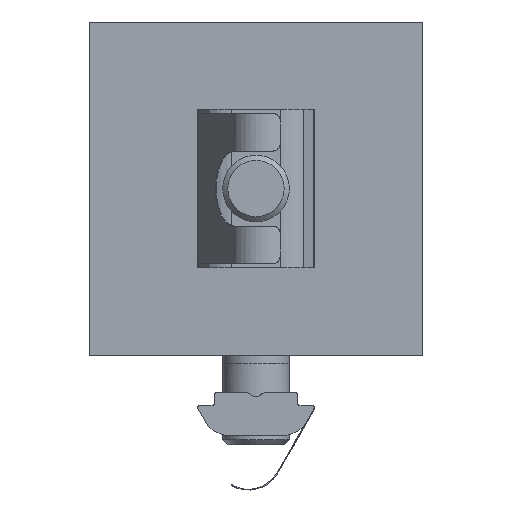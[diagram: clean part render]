
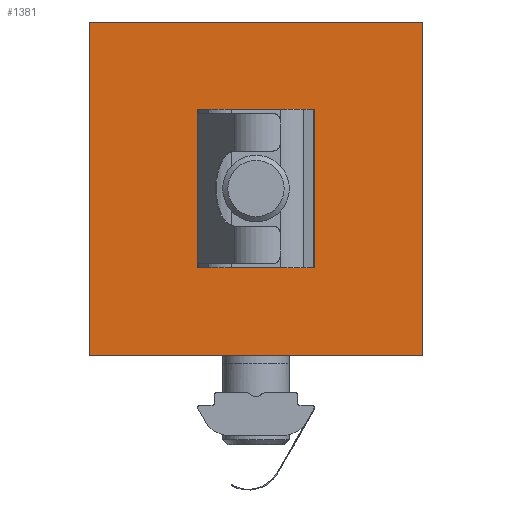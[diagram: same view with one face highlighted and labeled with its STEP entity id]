
A CAD part, front view. The second image highlights one B-rep face of the part: STEP entity #1381.
In plain terms, the highlighted face is planar.
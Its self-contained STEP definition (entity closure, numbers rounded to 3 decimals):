
#1381=ADVANCED_FACE('',(#1483,#1484),#1485,.T.);
#1483=FACE_BOUND('',#1650,.T.);
#1484=FACE_OUTER_BOUND('',#1651,.T.);
#1485=PLANE('',#1652);
#1650=EDGE_LOOP('',(#1816));
#1651=EDGE_LOOP('',(#1817,#1818,#1819,#1820));
#1652=AXIS2_PLACEMENT_3D('',#1821,#1822,#1823);
#1816=ORIENTED_EDGE('',*,*,#2409,.F.);
#1817=ORIENTED_EDGE('',*,*,#2410,.F.);
#1818=ORIENTED_EDGE('',*,*,#2411,.F.);
#1819=ORIENTED_EDGE('',*,*,#2412,.T.);
#1820=ORIENTED_EDGE('',*,*,#2413,.T.);
#1821=CARTESIAN_POINT('',(0.0,20.0,-20.0));
#1822=DIRECTION('',(-1.0,0.,0.0));
#1823=DIRECTION('',(0.,-1.0,0.0));
#2409=EDGE_CURVE('',#2595,#2595,#2596,.T.);
#2410=EDGE_CURVE('',#2597,#2598,#2599,.T.);
#2411=EDGE_CURVE('',#2600,#2597,#2601,.T.);
#2412=EDGE_CURVE('',#2600,#2602,#2603,.T.);
#2413=EDGE_CURVE('',#2602,#2598,#2604,.T.);
#2595=VERTEX_POINT('',#2906);
#2596=CIRCLE('',#2907,4.2);
#2597=VERTEX_POINT('',#2908);
#2598=VERTEX_POINT('',#2909);
#2599=LINE('',#2910,#2911);
#2600=VERTEX_POINT('',#2912);
#2601=LINE('',#2913,#2914);
#2602=VERTEX_POINT('',#2915);
#2603=LINE('',#2916,#2917);
#2604=LINE('',#2918,#2919);
#2906=CARTESIAN_POINT('',(0.,15.8,0.0));
#2907=AXIS2_PLACEMENT_3D('',#3523,#3524,#3525);
#2908=CARTESIAN_POINT('',(0.,40.0,20.0));
#2909=CARTESIAN_POINT('',(0.,0.0,20.0));
#2910=CARTESIAN_POINT('',(0.0,20.0,20.0));
#2911=VECTOR('',#3526,1.0);
#2912=CARTESIAN_POINT('',(0.,40.0,-20.0));
#2913=CARTESIAN_POINT('',(0.,40.0,-20.0));
#2914=VECTOR('',#3527,1.0);
#2915=CARTESIAN_POINT('',(0.,0.0,-20.0));
#2916=CARTESIAN_POINT('',(0.0,20.0,-20.0));
#2917=VECTOR('',#3528,1.0);
#2918=CARTESIAN_POINT('',(0.,0.0,-20.0));
#2919=VECTOR('',#3529,1.0);
#3523=CARTESIAN_POINT('',(0.0,20.0,0.0));
#3524=DIRECTION('',(-1.0,0.,0.0));
#3525=DIRECTION('',(0.,-1.0,0.0));
#3526=DIRECTION('',(0.,-1.0,0.0));
#3527=DIRECTION('',(0.0,0.0,1.0));
#3528=DIRECTION('',(0.,-1.0,0.0));
#3529=DIRECTION('',(0.0,0.0,1.0));
